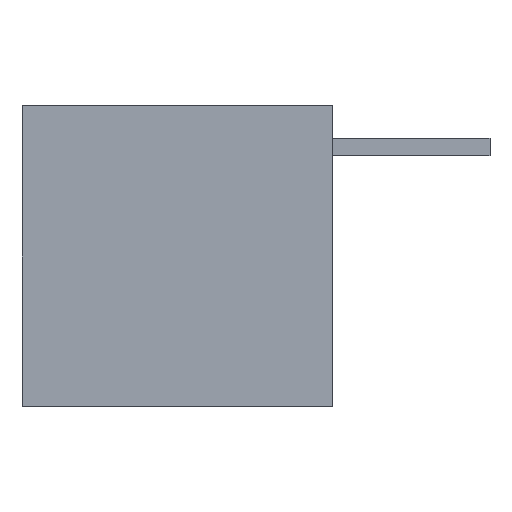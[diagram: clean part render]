
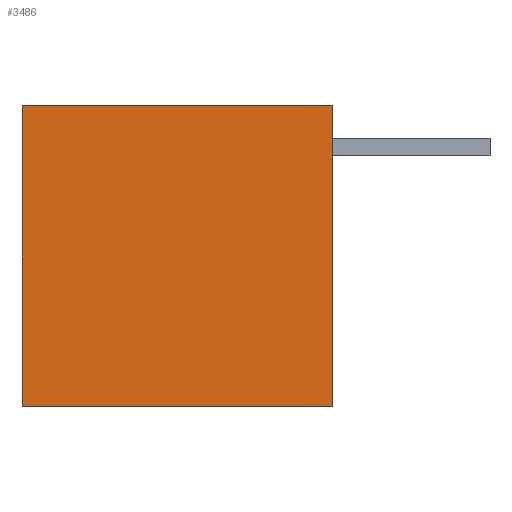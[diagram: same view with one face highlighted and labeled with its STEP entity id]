
A CAD part, left-side view. The second image highlights one B-rep face of the part: STEP entity #3486.
In plain terms, the highlighted planar face has unit normal (-1, 0, 0).
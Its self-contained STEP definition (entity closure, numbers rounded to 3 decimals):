
#25 = ORIENTED_EDGE ( 'NONE', *, *, #1789, .T. ) ;
#132 = LINE ( 'NONE', #1074, #3815 ) ;
#181 = CARTESIAN_POINT ( 'NONE',  ( -7.62, 0., 6. ) ) ;
#199 = DIRECTION ( 'NONE',  ( 0., 0., 1. ) ) ;
#247 = LINE ( 'NONE', #2872, #1926 ) ;
#326 = EDGE_CURVE ( 'NONE', #2410, #2817, #247, .T. ) ;
#504 = LINE ( 'NONE', #1718, #1677 ) ;
#610 = EDGE_CURVE ( 'NONE', #3157, #2246, #3476, .T. ) ;
#887 = FACE_OUTER_BOUND ( 'NONE', #1872, .T. ) ;
#1074 = CARTESIAN_POINT ( 'NONE',  ( -7.62, 0., 0. ) ) ;
#1089 = CARTESIAN_POINT ( 'NONE',  ( -7.62, 0., -6. ) ) ;
#1418 = DIRECTION ( 'NONE',  ( 0., -1., 0. ) ) ;
#1566 = AXIS2_PLACEMENT_3D ( 'NONE', #3236, #1762, #3549 ) ;
#1677 = VECTOR ( 'NONE', #2025, 1000. ) ;
#1718 = CARTESIAN_POINT ( 'NONE',  ( -7.62, 12.4, 6. ) ) ;
#1762 = DIRECTION ( 'NONE',  ( -1., 0., 0. ) ) ;
#1789 = EDGE_CURVE ( 'NONE', #2246, #2410, #504, .T. ) ;
#1872 = EDGE_LOOP ( 'NONE', ( #25, #2790, #2139, #3081 ) ) ;
#1926 = VECTOR ( 'NONE', #1418, 1000. ) ;
#2025 = DIRECTION ( 'NONE',  ( 0., 0., -1. ) ) ;
#2037 = CARTESIAN_POINT ( 'NONE',  ( -7.62, 12.4, -6. ) ) ;
#2139 = ORIENTED_EDGE ( 'NONE', *, *, #3597, .T. ) ;
#2159 = CARTESIAN_POINT ( 'NONE',  ( -7.62, 12.4, 6. ) ) ;
#2246 = VERTEX_POINT ( 'NONE', #2159 ) ;
#2274 = CARTESIAN_POINT ( 'NONE',  ( -7.62, 12.4, 6. ) ) ;
#2344 = PLANE ( 'NONE',  #1566 ) ;
#2410 = VERTEX_POINT ( 'NONE', #2037 ) ;
#2790 = ORIENTED_EDGE ( 'NONE', *, *, #326, .T. ) ;
#2817 = VERTEX_POINT ( 'NONE', #1089 ) ;
#2872 = CARTESIAN_POINT ( 'NONE',  ( -7.62, 12.4, -6. ) ) ;
#3081 = ORIENTED_EDGE ( 'NONE', *, *, #610, .T. ) ;
#3157 = VERTEX_POINT ( 'NONE', #181 ) ;
#3230 = VECTOR ( 'NONE', #3859, 1000. ) ;
#3236 = CARTESIAN_POINT ( 'NONE',  ( -7.62, 12.4, 6. ) ) ;
#3476 = LINE ( 'NONE', #2274, #3230 ) ;
#3486 = ADVANCED_FACE ( 'NONE', ( #887 ), #2344, .T. ) ;
#3549 = DIRECTION ( 'NONE',  ( 0., 0., 1. ) ) ;
#3597 = EDGE_CURVE ( 'NONE', #2817, #3157, #132, .T. ) ;
#3815 = VECTOR ( 'NONE', #199, 1000. ) ;
#3859 = DIRECTION ( 'NONE',  ( 0., 1., 0. ) ) ;
